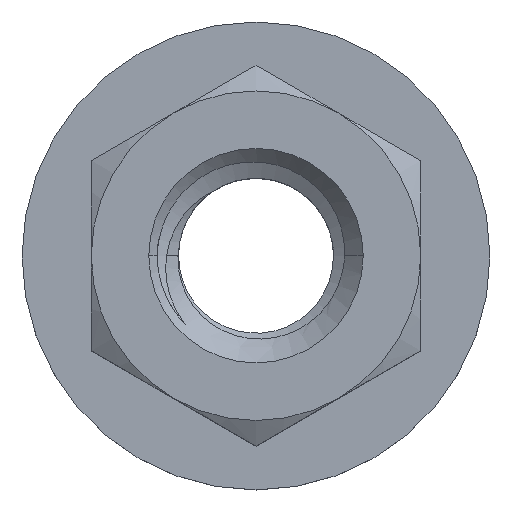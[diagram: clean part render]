
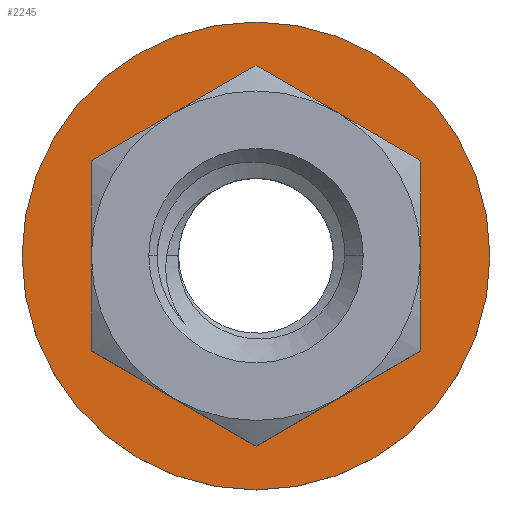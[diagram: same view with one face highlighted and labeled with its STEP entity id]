
A CAD part, top view. The second image highlights one B-rep face of the part: STEP entity #2245.
In plain terms, the highlighted planar face has unit normal (0, 0, 1).
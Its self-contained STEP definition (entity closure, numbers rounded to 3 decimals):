
#1 = CIRCLE ( 'NONE', #1316, 7.1 ) ;
#22 = FACE_BOUND ( 'NONE', #365, .T. ) ;
#28 = VECTOR ( 'NONE', #1898, 1000. ) ;
#30 = LINE ( 'NONE', #1899, #28 ) ;
#41 = VECTOR ( 'NONE', #1354, 1000. ) ;
#45 = FACE_OUTER_BOUND ( 'NONE', #336, .T. ) ;
#56 = LINE ( 'NONE', #1793, #67 ) ;
#60 = LINE ( 'NONE', #2029, #41 ) ;
#67 = VECTOR ( 'NONE', #1792, 1000. ) ;
#75 = CIRCLE ( 'NONE', #1340, 7.1 ) ;
#89 = LINE ( 'NONE', #1650, #150 ) ;
#150 = VECTOR ( 'NONE', #1649, 1000. ) ;
#314 = ORIENTED_EDGE ( 'NONE', *, *, #2112, .F. ) ;
#326 = ORIENTED_EDGE ( 'NONE', *, *, #2137, .F. ) ;
#336 = EDGE_LOOP ( 'NONE', ( #499, #501 ) ) ;
#365 = EDGE_LOOP ( 'NONE', ( #326, #314, #429, #459, #446, #505 ) ) ;
#422 = LINE ( 'NONE', #1771, #447 ) ;
#429 = ORIENTED_EDGE ( 'NONE', *, *, #2198, .F. ) ;
#444 = LINE ( 'NONE', #1955, #487 ) ;
#446 = ORIENTED_EDGE ( 'NONE', *, *, #2132, .F. ) ;
#447 = VECTOR ( 'NONE', #1769, 1000. ) ;
#459 = ORIENTED_EDGE ( 'NONE', *, *, #2142, .F. ) ;
#487 = VECTOR ( 'NONE', #2069, 1000. ) ;
#499 = ORIENTED_EDGE ( 'NONE', *, *, #2151, .F. ) ;
#501 = ORIENTED_EDGE ( 'NONE', *, *, #2115, .F. ) ;
#505 = ORIENTED_EDGE ( 'NONE', *, *, #2107, .F. ) ;
#552 = CARTESIAN_POINT ( 'NONE',  ( -5., 2.887, -4.9 ) ) ;
#652 = CARTESIAN_POINT ( 'NONE',  ( 0., 5.774, -4.9 ) ) ;
#660 = CARTESIAN_POINT ( 'NONE',  ( -5., -2.887, -4.9 ) ) ;
#663 = CARTESIAN_POINT ( 'NONE',  ( 5., -2.887, -4.9 ) ) ;
#740 = VERTEX_POINT ( 'NONE', #885 ) ;
#746 = VERTEX_POINT ( 'NONE', #902 ) ;
#763 = VERTEX_POINT ( 'NONE', #894 ) ;
#806 = VERTEX_POINT ( 'NONE', #898 ) ;
#829 = VERTEX_POINT ( 'NONE', #652 ) ;
#845 = VERTEX_POINT ( 'NONE', #663 ) ;
#864 = VERTEX_POINT ( 'NONE', #660 ) ;
#885 = CARTESIAN_POINT ( 'NONE',  ( 0., -5.774, -4.9 ) ) ;
#894 = CARTESIAN_POINT ( 'NONE',  ( 7.1, 0., -4.9 ) ) ;
#898 = CARTESIAN_POINT ( 'NONE',  ( 5., 2.887, -4.9 ) ) ;
#902 = CARTESIAN_POINT ( 'NONE',  ( -7.1, 0., -4.9 ) ) ;
#982 = VERTEX_POINT ( 'NONE', #552 ) ;
#1285 = AXIS2_PLACEMENT_3D ( 'NONE', #1533, #1355, #1531 ) ;
#1316 = AXIS2_PLACEMENT_3D ( 'NONE', #1939, #1938, #1934 ) ;
#1340 = AXIS2_PLACEMENT_3D ( 'NONE', #1965, #1993, #1992 ) ;
#1354 = DIRECTION ( 'NONE',  ( 0., -1., 0. ) ) ;
#1355 = DIRECTION ( 'NONE',  ( 0., 0., -1. ) ) ;
#1531 = DIRECTION ( 'NONE',  ( -1., 0., 0. ) ) ;
#1532 = PLANE ( 'NONE',  #1285 ) ;
#1533 = CARTESIAN_POINT ( 'NONE',  ( 0., 0., -4.9 ) ) ;
#1649 = DIRECTION ( 'NONE',  ( 0.866, 0.5, 0. ) ) ;
#1650 = CARTESIAN_POINT ( 'NONE',  ( 0., -5.774, -4.9 ) ) ;
#1769 = DIRECTION ( 'NONE',  ( 0., 1., 0. ) ) ;
#1771 = CARTESIAN_POINT ( 'NONE',  ( 5., -2.887, -4.9 ) ) ;
#1792 = DIRECTION ( 'NONE',  ( -0.866, 0.5, 0. ) ) ;
#1793 = CARTESIAN_POINT ( 'NONE',  ( 5., 2.887, -4.9 ) ) ;
#1898 = DIRECTION ( 'NONE',  ( 0.866, -0.5, 0. ) ) ;
#1899 = CARTESIAN_POINT ( 'NONE',  ( -5., -2.887, -4.9 ) ) ;
#1934 = DIRECTION ( 'NONE',  ( -1., 0., 0. ) ) ;
#1938 = DIRECTION ( 'NONE',  ( 0., 0., -1. ) ) ;
#1939 = CARTESIAN_POINT ( 'NONE',  ( 0., 0., -4.9 ) ) ;
#1955 = CARTESIAN_POINT ( 'NONE',  ( 0., 5.774, -4.9 ) ) ;
#1965 = CARTESIAN_POINT ( 'NONE',  ( 0., 0., -4.9 ) ) ;
#1992 = DIRECTION ( 'NONE',  ( -1., 0., 0. ) ) ;
#1993 = DIRECTION ( 'NONE',  ( 0., 0., -1. ) ) ;
#2029 = CARTESIAN_POINT ( 'NONE',  ( -5., 2.887, -4.9 ) ) ;
#2069 = DIRECTION ( 'NONE',  ( -0.866, -0.5, 0. ) ) ;
#2107 = EDGE_CURVE ( 'NONE', #829, #982, #444, .T. ) ;
#2112 = EDGE_CURVE ( 'NONE', #845, #806, #422, .T. ) ;
#2115 = EDGE_CURVE ( 'NONE', #763, #746, #75, .T. ) ;
#2132 = EDGE_CURVE ( 'NONE', #982, #864, #60, .T. ) ;
#2137 = EDGE_CURVE ( 'NONE', #806, #829, #56, .T. ) ;
#2142 = EDGE_CURVE ( 'NONE', #864, #740, #30, .T. ) ;
#2151 = EDGE_CURVE ( 'NONE', #746, #763, #1, .T. ) ;
#2198 = EDGE_CURVE ( 'NONE', #740, #845, #89, .T. ) ;
#2245 = ADVANCED_FACE ( 'NONE', ( #22, #45 ), #1532, .F. ) ;
